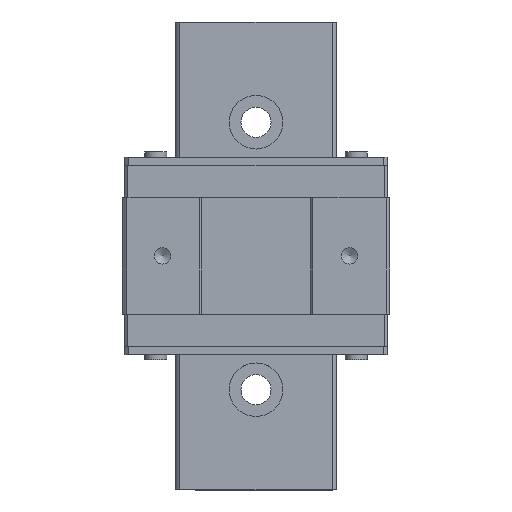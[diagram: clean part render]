
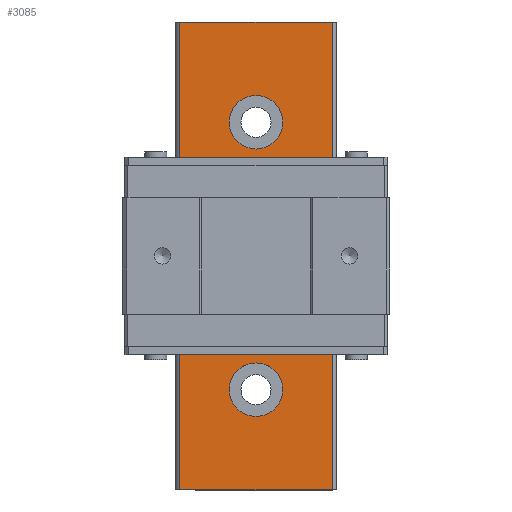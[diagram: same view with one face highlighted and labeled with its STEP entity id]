
A CAD part, top view. The second image highlights one B-rep face of the part: STEP entity #3085.
In plain terms, the highlighted planar face has unit normal (0, 0, 1).
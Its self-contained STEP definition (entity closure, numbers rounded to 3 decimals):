
#66=LINE('',#5423,#448);
#67=LINE('',#5429,#449);
#68=LINE('',#5431,#450);
#69=LINE('',#5433,#451);
#448=VECTOR('',#4569,1000.);
#449=VECTOR('',#4576,1000.);
#450=VECTOR('',#4577,1000.);
#451=VECTOR('',#4578,1000.);
#808=PLANE('',#4271);
#999=ORIENTED_EDGE('',*,*,#1826,.T.);
#1000=ORIENTED_EDGE('',*,*,#1871,.T.);
#1001=ORIENTED_EDGE('',*,*,#1872,.T.);
#1002=ORIENTED_EDGE('',*,*,#1873,.F.);
#1003=ORIENTED_EDGE('',*,*,#1874,.F.);
#1004=ORIENTED_EDGE('',*,*,#1869,.T.);
#1826=EDGE_CURVE('',#2270,#2270,#2576,.T.);
#1869=EDGE_CURVE('',#2301,#2300,#66,.T.);
#1871=EDGE_CURVE('',#2302,#2302,#2588,.T.);
#1872=EDGE_CURVE('',#2300,#2303,#67,.T.);
#1873=EDGE_CURVE('',#2304,#2303,#68,.T.);
#1874=EDGE_CURVE('',#2301,#2304,#69,.T.);
#2270=VERTEX_POINT('',#5336);
#2300=VERTEX_POINT('',#5422);
#2301=VERTEX_POINT('',#5424);
#2302=VERTEX_POINT('',#5428);
#2303=VERTEX_POINT('',#5430);
#2304=VERTEX_POINT('',#5432);
#2576=CIRCLE('',#4245,4.);
#2588=CIRCLE('',#4272,4.);
#2657=EDGE_LOOP('',(#999));
#2658=EDGE_LOOP('',(#1000));
#2659=EDGE_LOOP('',(#1001,#1002,#1003,#1004));
#2857=FACE_BOUND('',#2657,.T.);
#2858=FACE_BOUND('',#2658,.T.);
#2859=FACE_BOUND('',#2659,.T.);
#3085=ADVANCED_FACE('',(#2857,#2858,#2859),#808,.F.);
#4245=AXIS2_PLACEMENT_3D('',#5335,#4487,#4488);
#4271=AXIS2_PLACEMENT_3D('',#5426,#4572,#4573);
#4272=AXIS2_PLACEMENT_3D('',#5427,#4574,#4575);
#4487=DIRECTION('',(0.,0.,-1.));
#4488=DIRECTION('',(1.,0.,0.));
#4569=DIRECTION('',(0.,1.,0.));
#4572=DIRECTION('',(0.,0.,-1.));
#4573=DIRECTION('',(-1.,0.,0.));
#4574=DIRECTION('',(0.,0.,-1.));
#4575=DIRECTION('',(1.,0.,0.));
#4576=DIRECTION('',(-1.,0.,0.));
#4577=DIRECTION('',(0.,1.,0.));
#4578=DIRECTION('',(-1.,0.,0.));
#5335=CARTESIAN_POINT('',(0.,-20.,8.5));
#5336=CARTESIAN_POINT('',(4.,-20.,8.5));
#5422=CARTESIAN_POINT('',(11.419,35.,8.5));
#5423=CARTESIAN_POINT('',(11.419,-35.,8.5));
#5424=CARTESIAN_POINT('',(11.419,-35.,8.5));
#5426=CARTESIAN_POINT('',(-11.419,-35.,8.5));
#5427=CARTESIAN_POINT('',(0.,20.,8.5));
#5428=CARTESIAN_POINT('',(4.,20.,8.5));
#5429=CARTESIAN_POINT('',(-11.419,35.,8.5));
#5430=CARTESIAN_POINT('',(-11.419,35.,8.5));
#5431=CARTESIAN_POINT('',(-11.419,-35.,8.5));
#5432=CARTESIAN_POINT('',(-11.419,-35.,8.5));
#5433=CARTESIAN_POINT('',(-11.419,-35.,8.5));
